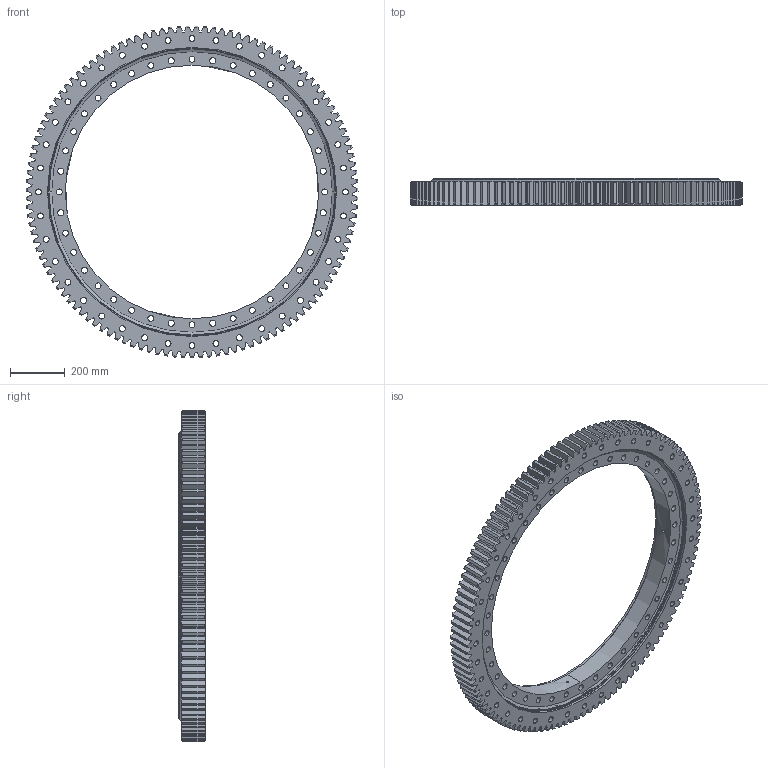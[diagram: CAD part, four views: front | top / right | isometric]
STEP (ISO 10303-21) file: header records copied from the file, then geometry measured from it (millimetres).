
FILE_DESCRIPTION (( 'STEP AP203' ), '1' );
FILE_NAME ('01-1050-00.STEP', '2017-12-26T10:10:36', ( 'defontaine' ), ( 'Hewlett-Packard Company' ), 'SwSTEP 2.0', 'SolidWorks 2016', '' );
FILE_SCHEMA (( 'CONFIG_CONTROL_DESIGN' ));
Length unit declared in the file: millimetre
Products named in the file (1): 01-1050-00
Bounding box: 1217.98 x 98 x 1217.9 mm (x, y, z)
Volume: 31075909.8 mm3; surface area: 3136314.1 mm2
Topology: 5 solids, 5 shells, 944 faces, 2777 edges, 1843 vertices
Faces by surface type: cylinder 425, plane 252, cone 247, torus 18, sphere 2
Entity records: 33189 total; most frequent: CARTESIAN_POINT 7513, ORIENTED_EDGE 5544, DIRECTION 5302, EDGE_CURVE 2772, AXIS2_PLACEMENT_3D 2077, VERTEX_POINT 1840, VECTOR 1148, LINE 1148
